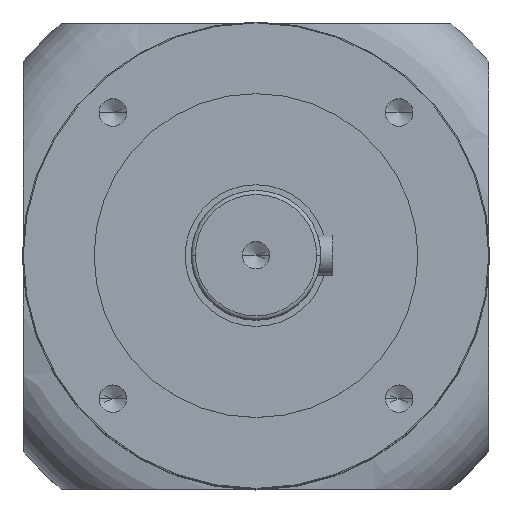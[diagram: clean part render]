
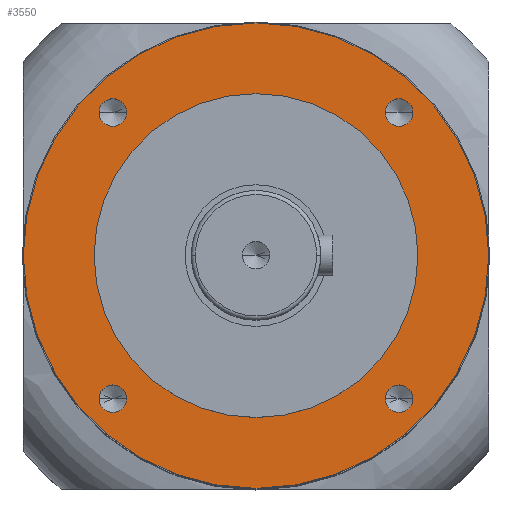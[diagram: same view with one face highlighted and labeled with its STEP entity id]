
A CAD part, top view. The second image highlights one B-rep face of the part: STEP entity #3550.
In plain terms, the highlighted planar face has unit normal (0, 0, 1).
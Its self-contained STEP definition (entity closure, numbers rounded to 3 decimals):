
#44 = EDGE_CURVE ( 'NONE', #8758, #2169, #4464, .T. ) ;
#375 = VERTEX_POINT ( 'NONE', #1613 ) ;
#489 = EDGE_CURVE ( 'NONE', #3831, #5636, #8334, .T. ) ;
#523 = EDGE_CURVE ( 'NONE', #375, #3727, #6738, .T. ) ;
#560 = ORIENTED_EDGE ( 'NONE', *, *, #5123, .F. ) ;
#740 = PLANE ( 'NONE',  #1711 ) ;
#863 = DIRECTION ( 'NONE',  ( 0., 0., 1. ) ) ;
#903 = DIRECTION ( 'NONE',  ( 0., 0., 1. ) ) ;
#931 = CARTESIAN_POINT ( 'NONE',  ( 0., 0., -58. ) ) ;
#932 = EDGE_CURVE ( 'NONE', #8713, #4724, #4453, .T. ) ;
#955 = EDGE_LOOP ( 'NONE', ( #560, #3103 ) ) ;
#1024 = DIRECTION ( 'NONE',  ( 1., 0., 0. ) ) ;
#1081 = EDGE_CURVE ( 'NONE', #3727, #375, #3347, .T. ) ;
#1276 = ORIENTED_EDGE ( 'NONE', *, *, #6961, .F. ) ;
#1305 = AXIS2_PLACEMENT_3D ( 'NONE', #931, #863, #1024 ) ;
#1439 = DIRECTION ( 'NONE',  ( 0., 0., 1. ) ) ;
#1613 = CARTESIAN_POINT ( 'NONE',  ( 57.5, 0., -58. ) ) ;
#1646 = CARTESIAN_POINT ( 'NONE',  ( 38.755, -35.355, -58. ) ) ;
#1711 = AXIS2_PLACEMENT_3D ( 'NONE', #9216, #8782, #8759 ) ;
#1830 = CIRCLE ( 'NONE', #2589, 3.4 ) ;
#1897 = CARTESIAN_POINT ( 'NONE',  ( -35.355, 35.355, -58. ) ) ;
#1904 = DIRECTION ( 'NONE',  ( 0., 0., 1. ) ) ;
#1911 = DIRECTION ( 'NONE',  ( 1., 0., 0. ) ) ;
#1914 = EDGE_CURVE ( 'NONE', #4724, #8713, #1830, .T. ) ;
#1932 = CARTESIAN_POINT ( 'NONE',  ( 40., 0., -58. ) ) ;
#2108 = ORIENTED_EDGE ( 'NONE', *, *, #523, .T. ) ;
#2138 = DIRECTION ( 'NONE',  ( 0., 0., 1. ) ) ;
#2168 = AXIS2_PLACEMENT_3D ( 'NONE', #6472, #2138, #7187 ) ;
#2169 = VERTEX_POINT ( 'NONE', #7252 ) ;
#2283 = AXIS2_PLACEMENT_3D ( 'NONE', #5164, #5133, #5099 ) ;
#2531 = VERTEX_POINT ( 'NONE', #1932 ) ;
#2589 = AXIS2_PLACEMENT_3D ( 'NONE', #5490, #5499, #5521 ) ;
#2763 = CARTESIAN_POINT ( 'NONE',  ( -38.755, -35.355, -58. ) ) ;
#2907 = EDGE_CURVE ( 'NONE', #6793, #8538, #3753, .T. ) ;
#2927 = EDGE_CURVE ( 'NONE', #8538, #6793, #7830, .T. ) ;
#3103 = ORIENTED_EDGE ( 'NONE', *, *, #489, .F. ) ;
#3116 = ORIENTED_EDGE ( 'NONE', *, *, #1914, .F. ) ;
#3347 = CIRCLE ( 'NONE', #1305, 57.5 ) ;
#3375 = AXIS2_PLACEMENT_3D ( 'NONE', #7601, #7566, #7535 ) ;
#3470 = CARTESIAN_POINT ( 'NONE',  ( -38.755, 35.355, -58. ) ) ;
#3541 = ORIENTED_EDGE ( 'NONE', *, *, #2927, .F. ) ;
#3550 = ADVANCED_FACE ( 'NONE', ( #4118, #4002, #4198, #4218, #4490, #3582 ), #740, .F. ) ;
#3582 = FACE_OUTER_BOUND ( 'NONE', #5848, .T. ) ;
#3711 = VERTEX_POINT ( 'NONE', #7449 ) ;
#3727 = VERTEX_POINT ( 'NONE', #8163 ) ;
#3753 = CIRCLE ( 'NONE', #6807, 3.4 ) ;
#3831 = VERTEX_POINT ( 'NONE', #7571 ) ;
#3989 = CARTESIAN_POINT ( 'NONE',  ( 38.755, 35.355, -58. ) ) ;
#4002 = FACE_BOUND ( 'NONE', #6377, .T. ) ;
#4099 = ORIENTED_EDGE ( 'NONE', *, *, #4223, .F. ) ;
#4118 = FACE_BOUND ( 'NONE', #5092, .T. ) ;
#4198 = FACE_BOUND ( 'NONE', #955, .T. ) ;
#4218 = FACE_BOUND ( 'NONE', #5737, .T. ) ;
#4223 = EDGE_CURVE ( 'NONE', #2531, #3711, #8315, .T. ) ;
#4430 = CARTESIAN_POINT ( 'NONE',  ( 0., 0., -58. ) ) ;
#4453 = CIRCLE ( 'NONE', #7441, 3.4 ) ;
#4464 = CIRCLE ( 'NONE', #5997, 3.4 ) ;
#4490 = FACE_BOUND ( 'NONE', #5781, .T. ) ;
#4560 = ORIENTED_EDGE ( 'NONE', *, *, #44, .F. ) ;
#4631 = DIRECTION ( 'NONE',  ( 0., 0., 1. ) ) ;
#4724 = VERTEX_POINT ( 'NONE', #8155 ) ;
#4815 = ORIENTED_EDGE ( 'NONE', *, *, #932, .F. ) ;
#4851 = DIRECTION ( 'NONE',  ( 0., 0., 1. ) ) ;
#4861 = DIRECTION ( 'NONE',  ( 1., 0., 0. ) ) ;
#4887 = DIRECTION ( 'NONE',  ( 1., 0., 0. ) ) ;
#5059 = CARTESIAN_POINT ( 'NONE',  ( 35.355, -35.355, -58. ) ) ;
#5092 = EDGE_LOOP ( 'NONE', ( #3116, #4815 ) ) ;
#5099 = DIRECTION ( 'NONE',  ( 1., 0., 0. ) ) ;
#5123 = EDGE_CURVE ( 'NONE', #5636, #3831, #6213, .T. ) ;
#5133 = DIRECTION ( 'NONE',  ( 0., 0., 1. ) ) ;
#5164 = CARTESIAN_POINT ( 'NONE',  ( 35.355, 35.355, -58. ) ) ;
#5325 = CIRCLE ( 'NONE', #5693, 40. ) ;
#5391 = CARTESIAN_POINT ( 'NONE',  ( 35.355, -35.355, -58. ) ) ;
#5490 = CARTESIAN_POINT ( 'NONE',  ( -35.355, 35.355, -58. ) ) ;
#5499 = DIRECTION ( 'NONE',  ( 0., 0., 1. ) ) ;
#5521 = DIRECTION ( 'NONE',  ( 1., 0., 0. ) ) ;
#5636 = VERTEX_POINT ( 'NONE', #1646 ) ;
#5650 = CARTESIAN_POINT ( 'NONE',  ( 31.955, 35.355, -58. ) ) ;
#5662 = AXIS2_PLACEMENT_3D ( 'NONE', #5059, #4631, #4887 ) ;
#5693 = AXIS2_PLACEMENT_3D ( 'NONE', #5875, #1439, #6555 ) ;
#5737 = EDGE_LOOP ( 'NONE', ( #1276, #4560 ) ) ;
#5781 = EDGE_LOOP ( 'NONE', ( #4099, #8055 ) ) ;
#5791 = DIRECTION ( 'NONE',  ( 1., 0., 0. ) ) ;
#5818 = DIRECTION ( 'NONE',  ( 0., 0., 1. ) ) ;
#5838 = CARTESIAN_POINT ( 'NONE',  ( 35.355, 35.355, -58. ) ) ;
#5848 = EDGE_LOOP ( 'NONE', ( #2108, #9120 ) ) ;
#5875 = CARTESIAN_POINT ( 'NONE',  ( 0., 0., -58. ) ) ;
#5997 = AXIS2_PLACEMENT_3D ( 'NONE', #6768, #6776, #6792 ) ;
#6071 = DIRECTION ( 'NONE',  ( 1., 0., 0. ) ) ;
#6213 = CIRCLE ( 'NONE', #9122, 3.4 ) ;
#6377 = EDGE_LOOP ( 'NONE', ( #3541, #9055 ) ) ;
#6472 = CARTESIAN_POINT ( 'NONE',  ( -35.355, -35.355, -58. ) ) ;
#6555 = DIRECTION ( 'NONE',  ( 1., 0., 0. ) ) ;
#6738 = CIRCLE ( 'NONE', #7496, 57.5 ) ;
#6768 = CARTESIAN_POINT ( 'NONE',  ( -35.355, -35.355, -58. ) ) ;
#6776 = DIRECTION ( 'NONE',  ( 0., 0., 1. ) ) ;
#6792 = DIRECTION ( 'NONE',  ( 1., 0., 0. ) ) ;
#6793 = VERTEX_POINT ( 'NONE', #5650 ) ;
#6807 = AXIS2_PLACEMENT_3D ( 'NONE', #5838, #5818, #5791 ) ;
#6961 = EDGE_CURVE ( 'NONE', #2169, #8758, #8645, .T. ) ;
#7187 = DIRECTION ( 'NONE',  ( 1., 0., 0. ) ) ;
#7252 = CARTESIAN_POINT ( 'NONE',  ( -31.955, -35.355, -58. ) ) ;
#7441 = AXIS2_PLACEMENT_3D ( 'NONE', #1897, #1904, #1911 ) ;
#7449 = CARTESIAN_POINT ( 'NONE',  ( -40., 0., -58. ) ) ;
#7496 = AXIS2_PLACEMENT_3D ( 'NONE', #4430, #4851, #4861 ) ;
#7535 = DIRECTION ( 'NONE',  ( 1., 0., 0. ) ) ;
#7566 = DIRECTION ( 'NONE',  ( 0., 0., 1. ) ) ;
#7571 = CARTESIAN_POINT ( 'NONE',  ( 31.955, -35.355, -58. ) ) ;
#7587 = EDGE_CURVE ( 'NONE', #3711, #2531, #5325, .T. ) ;
#7601 = CARTESIAN_POINT ( 'NONE',  ( 0., 0., -58. ) ) ;
#7830 = CIRCLE ( 'NONE', #2283, 3.4 ) ;
#8055 = ORIENTED_EDGE ( 'NONE', *, *, #7587, .F. ) ;
#8155 = CARTESIAN_POINT ( 'NONE',  ( -31.955, 35.355, -58. ) ) ;
#8163 = CARTESIAN_POINT ( 'NONE',  ( -57.5, 0., -58. ) ) ;
#8315 = CIRCLE ( 'NONE', #3375, 40. ) ;
#8334 = CIRCLE ( 'NONE', #5662, 3.4 ) ;
#8538 = VERTEX_POINT ( 'NONE', #3989 ) ;
#8645 = CIRCLE ( 'NONE', #2168, 3.4 ) ;
#8713 = VERTEX_POINT ( 'NONE', #3470 ) ;
#8758 = VERTEX_POINT ( 'NONE', #2763 ) ;
#8759 = DIRECTION ( 'NONE',  ( -1., 0., 0. ) ) ;
#8782 = DIRECTION ( 'NONE',  ( 0., 0., -1. ) ) ;
#9055 = ORIENTED_EDGE ( 'NONE', *, *, #2907, .F. ) ;
#9120 = ORIENTED_EDGE ( 'NONE', *, *, #1081, .T. ) ;
#9122 = AXIS2_PLACEMENT_3D ( 'NONE', #5391, #903, #6071 ) ;
#9216 = CARTESIAN_POINT ( 'NONE',  ( 0., 57.5, -58. ) ) ;
